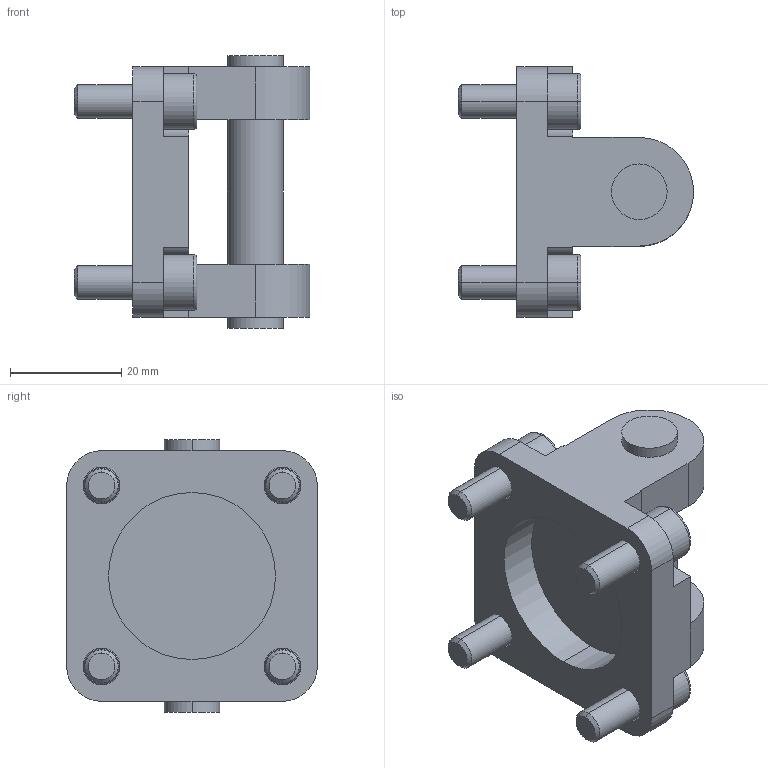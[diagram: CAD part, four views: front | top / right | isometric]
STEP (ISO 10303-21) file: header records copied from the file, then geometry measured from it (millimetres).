
FILE_DESCRIPTION(('HOOPS Exchange Step'),'2;1');
FILE_NAME('export-42135367-D47D-4BCF-AF2F-7A43917DAE4A.stp','2020-08-22T14:52:43+02:00',('Engineering'),('Alibre'),'HOOPS Exchange 2020.0','Alibre','Unknown authorisation');
FILE_SCHEMA( ('AP242_MANAGED_MODEL_BASED_3D_ENGINEERING_MIM_LF {1 0 10303 442 1 1 4 }') );
Length unit declared in the file: millimetre
Products named in the file (3): 3778-1 W0950322003 Female Hinge - Model B 032; 3778-2 W0950322003 Female Hinge - Model B 032 m6x16; 3778 W0950322003 Female Hinge - Model B 032
Assembly tree (5 placements, depth 2):
  3778 W0950322003 Female Hinge - Model B 032
    3778-1 W0950322003 Female Hinge - Model B 032
    3778-2 W0950322003 Female Hinge - Model B 032 m6x16  x4
Bounding box: 42.25 x 45 x 49 mm (x, y, z)
Volume: 21342.6 mm3; surface area: 12135.3 mm2
Topology: 1 solids, 93 shells, 179 faces, 590 edges, 476 vertices
Faces by surface type: plane 87, cylinder 44, cone 24, torus 24
Entity records: 3162 total; most frequent: CARTESIAN_POINT 581, DIRECTION 544, ORIENTED_EDGE 426, EDGE_CURVE 260, AXIS2_PLACEMENT_3D 202, VERTEX_POINT 194, VECTOR 140, LINE 140
